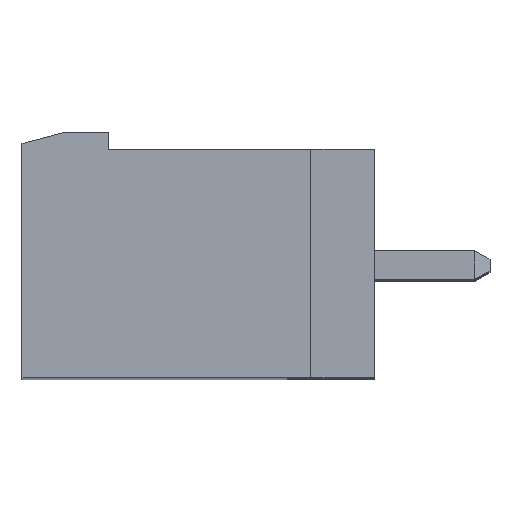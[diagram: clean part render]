
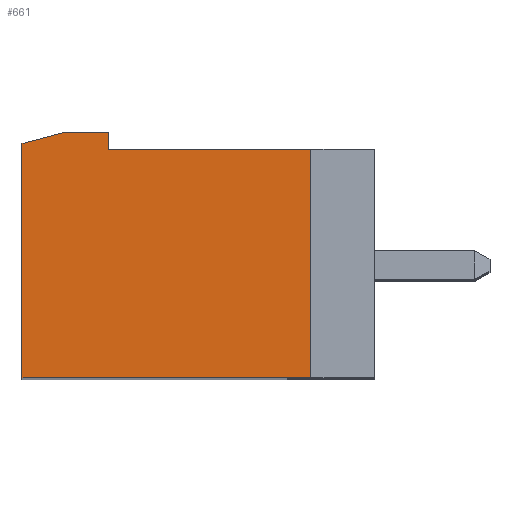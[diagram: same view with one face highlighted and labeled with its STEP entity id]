
A CAD part, top view. The second image highlights one B-rep face of the part: STEP entity #661.
In plain terms, the highlighted planar face has unit normal (0, 0, 1).
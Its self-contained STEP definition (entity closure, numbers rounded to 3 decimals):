
#661 = ADVANCED_FACE( '', ( #1547 ), #1548, .F. );
#1547 = FACE_OUTER_BOUND( '', #2661, .T. );
#1548 = PLANE( '', #2662 );
#2661 = EDGE_LOOP( '', ( #4572, #4573, #4574, #4575, #4576, #4577, #4578 ) );
#2662 = AXIS2_PLACEMENT_3D( '', #4579, #4580, #4581 );
#4572 = ORIENTED_EDGE( '', *, *, #7209, .F. );
#4573 = ORIENTED_EDGE( '', *, *, #7210, .F. );
#4574 = ORIENTED_EDGE( '', *, *, #7211, .F. );
#4575 = ORIENTED_EDGE( '', *, *, #7212, .F. );
#4576 = ORIENTED_EDGE( '', *, *, #7002, .F. );
#4577 = ORIENTED_EDGE( '', *, *, #6853, .F. );
#4578 = ORIENTED_EDGE( '', *, *, #7213, .F. );
#4579 = CARTESIAN_POINT( '', ( 197.225, 204.81, 71.76 ) );
#4580 = DIRECTION( '', ( 0., 0., -1. ) );
#4581 = DIRECTION( '', ( 0., -1., 0. ) );
#6853 = EDGE_CURVE( '', #8324, #8327, #8328, .T. );
#7002 = EDGE_CURVE( '', #8327, #8470, #8576, .T. );
#7209 = EDGE_CURVE( '', #8876, #8877, #8878, .T. );
#7210 = EDGE_CURVE( '', #8879, #8876, #8880, .T. );
#7211 = EDGE_CURVE( '', #8881, #8879, #8882, .T. );
#7212 = EDGE_CURVE( '', #8470, #8881, #8883, .T. );
#7213 = EDGE_CURVE( '', #8877, #8324, #8884, .T. );
#8324 = VERTEX_POINT( '', #10380 );
#8327 = VERTEX_POINT( '', #10384 );
#8328 = LINE( '', #10385, #10386 );
#8470 = VERTEX_POINT( '', #10601 );
#8576 = LINE( '', #10766, #10767 );
#8876 = VERTEX_POINT( '', #11221 );
#8877 = VERTEX_POINT( '', #11222 );
#8878 = LINE( '', #11223, #11224 );
#8879 = VERTEX_POINT( '', #11225 );
#8880 = LINE( '', #11226, #11227 );
#8881 = VERTEX_POINT( '', #11228 );
#8882 = LINE( '', #11229, #11230 );
#8883 = LINE( '', #11231, #11232 );
#8884 = LINE( '', #11233, #11234 );
#10380 = CARTESIAN_POINT( '', ( 204.225, 204.11, 71.76 ) );
#10384 = CARTESIAN_POINT( '', ( 204.225, 196.21, 71.76 ) );
#10385 = CARTESIAN_POINT( '', ( 204.225, 196.21, 71.76 ) );
#10386 = VECTOR( '', #12547, 1000. );
#10601 = CARTESIAN_POINT( '', ( 194.225, 196.21, 71.76 ) );
#10766 = CARTESIAN_POINT( '', ( 194.225, 196.21, 71.76 ) );
#10767 = VECTOR( '', #12677, 1000. );
#11221 = CARTESIAN_POINT( '', ( 197.225, 204.71, 71.76 ) );
#11222 = CARTESIAN_POINT( '', ( 197.225, 204.11, 71.76 ) );
#11223 = CARTESIAN_POINT( '', ( 197.225, 204.31, 71.76 ) );
#11224 = VECTOR( '', #12835, 1000. );
#11225 = CARTESIAN_POINT( '', ( 195.718, 204.71, 71.76 ) );
#11226 = CARTESIAN_POINT( '', ( 197.225, 204.71, 71.76 ) );
#11227 = VECTOR( '', #12836, 1000. );
#11228 = CARTESIAN_POINT( '', ( 194.225, 204.31, 71.76 ) );
#11229 = CARTESIAN_POINT( '', ( 195.718, 204.71, 71.76 ) );
#11230 = VECTOR( '', #12837, 1000. );
#11231 = CARTESIAN_POINT( '', ( 194.225, 204.41, 71.76 ) );
#11232 = VECTOR( '', #12838, 1000. );
#11233 = CARTESIAN_POINT( '', ( 204.025, 204.11, 71.76 ) );
#11234 = VECTOR( '', #12839, 1000. );
#12547 = DIRECTION( '', ( 0., -1., 0. ) );
#12677 = DIRECTION( '', ( -1., 0., 0. ) );
#12835 = DIRECTION( '', ( 0., -1., 0. ) );
#12836 = DIRECTION( '', ( 1., 0., 0. ) );
#12837 = DIRECTION( '', ( 0.966, 0.259, 0. ) );
#12838 = DIRECTION( '', ( 0., 1., 0. ) );
#12839 = DIRECTION( '', ( 1., 0., 0. ) );
